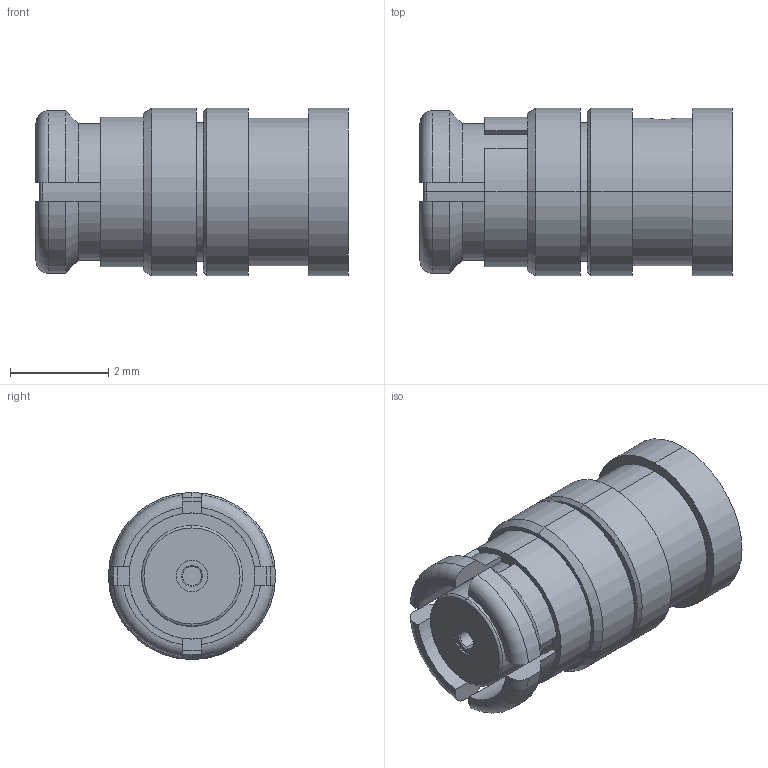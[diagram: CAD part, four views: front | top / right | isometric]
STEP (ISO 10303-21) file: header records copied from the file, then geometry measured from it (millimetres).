
FILE_DESCRIPTION (( 'STEP AP203' ), '1' );
FILE_NAME ('SC5153.step', '2019-06-11T20:54:06', ( '' ), ( '' ), 'SwSTEP 2.0', 'SolidWorks 2018', '' );
FILE_SCHEMA (( 'CONFIG_CONTROL_DESIGN' ));
Length unit declared in the file: inch
Products named in the file (1): SC5153
Bounding box: 6.35 x 3.4 x 3.4 mm (x, y, z)
Volume: 37 mm3; surface area: 144.1 mm2
Topology: 1 solids, 1 shells, 77 faces, 188 edges, 122 vertices
Faces by surface type: cylinder 33, plane 26, cone 12, torus 6
Entity records: 2445 total; most frequent: CARTESIAN_POINT 500, DIRECTION 412, ORIENTED_EDGE 376, EDGE_CURVE 188, AXIS2_PLACEMENT_3D 166, VERTEX_POINT 122, CIRCLE 88, EDGE_LOOP 88
